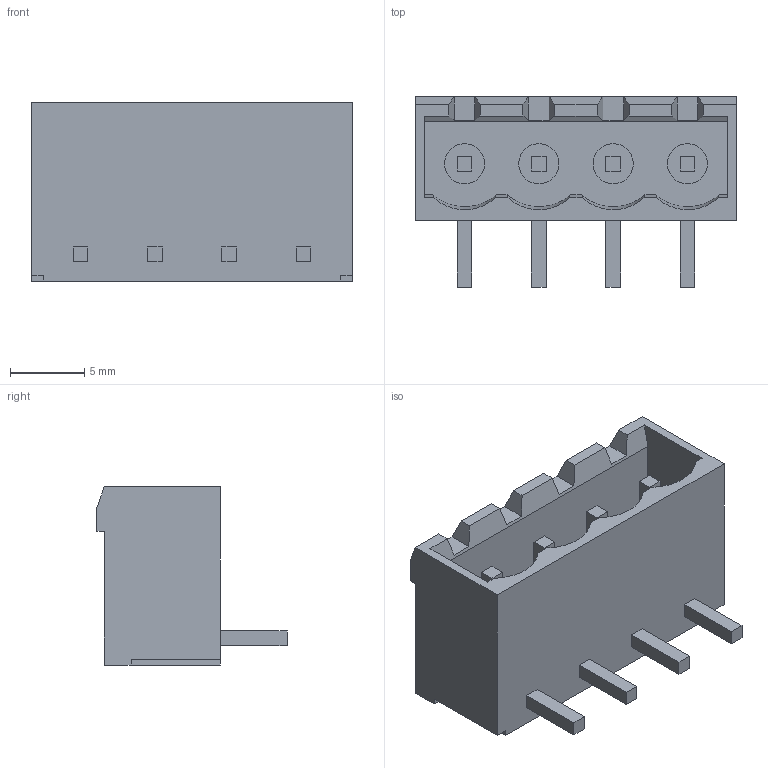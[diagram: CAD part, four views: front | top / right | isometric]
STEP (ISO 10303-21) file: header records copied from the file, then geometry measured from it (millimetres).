
FILE_DESCRIPTION((''),'2;1');
FILE_NAME('C-2350513-4','2019-07-24T08:17:38',('workeradm'),('TE Connectivity Ltd.'),'CREO PARAMETRIC BY PTC INC, 2019030','CREO PARAMETRIC BY PTC INC, 2019030','');
FILE_SCHEMA(('AUTOMOTIVE_DESIGN { 1 0 10303 214 1 1 1 1 }'));
Length unit declared in the file: millimetre
Products named in the file (1): C-2350513-4
Bounding box: 21.6 x 12.8 x 12 mm (x, y, z)
Volume: 1172.7 mm3; surface area: 1692.6 mm2
Topology: 1 solids, 1 shells, 109 faces, 277 edges, 182 vertices
Faces by surface type: plane 93, cylinder 16
Entity records: 3674 total; most frequent: CARTESIAN_POINT 665, ORIENTED_EDGE 554, DIRECTION 499, EDGE_CURVE 277, VECTOR 241, LINE 241, VERTEX_POINT 182, AXIS2_PLACEMENT_3D 129
